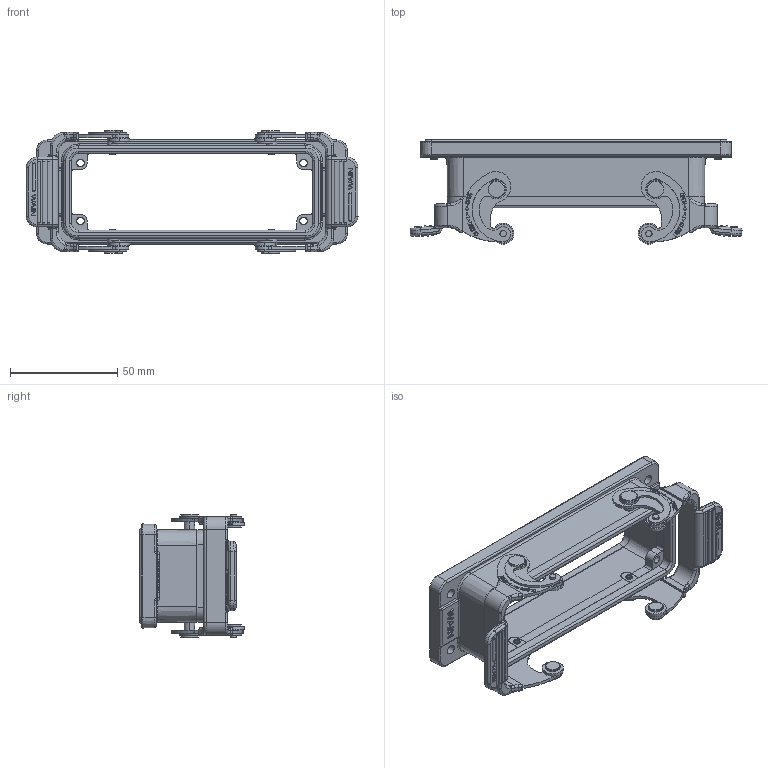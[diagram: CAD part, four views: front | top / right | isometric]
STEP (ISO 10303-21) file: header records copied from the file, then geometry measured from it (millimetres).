
FILE_DESCRIPTION((''),'2;1');
FILE_NAME('W24B-RBK-2L_SC','2020-11-12T',('sy.ji'),(''),'PRO/ENGINEER BY PARAMETRIC TECHNOLOGY CORPORATION, 2012480','PRO/ENGINEER BY PARAMETRIC TECHNOLOGY CORPORATION, 2012480','');
FILE_SCHEMA(('CONFIG_CONTROL_DESIGN'));
Products named in the file (1): W24B-RBK-2L_SC
Bounding box: 154.76 x 48.68 x 57.5 mm (x, y, z)
Volume: 61742.6 mm3; surface area: 47109.8 mm2
Topology: 1 solids, 8 shells, 1958 faces, 5437 edges, 3569 vertices
Faces by surface type: plane 878, cylinder 522, extrusion 168, torus 132, cone 104, bspline 78, sphere 76
Entity records: 78056 total; most frequent: CARTESIAN_POINT 18880, ORIENTED_EDGE 10766, DIRECTION 9746, EDGE_CURVE 5383, VERTEX_POINT 3569, AXIS2_PLACEMENT_3D 3369, VECTOR 3008, LINE 2840
